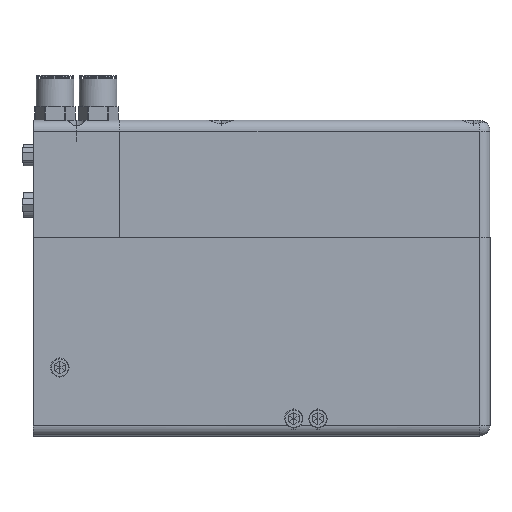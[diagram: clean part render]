
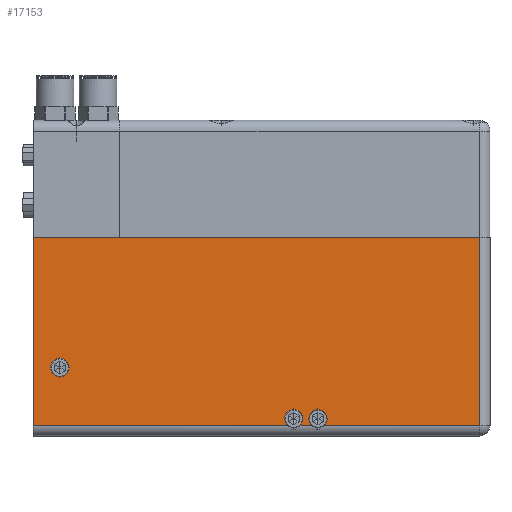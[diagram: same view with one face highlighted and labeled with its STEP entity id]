
A CAD part, front view. The second image highlights one B-rep face of the part: STEP entity #17153.
In plain terms, the highlighted planar face has unit normal (0, -1, 0).
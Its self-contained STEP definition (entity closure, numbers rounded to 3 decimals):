
#306 = VERTEX_POINT ( 'NONE', #9751 ) ;
#371 = DIRECTION ( 'NONE',  ( 1., 0., 0. ) ) ;
#883 = EDGE_CURVE ( 'NONE', #11184, #32107, #26664, .T. ) ;
#998 = DIRECTION ( 'NONE',  ( 0., 0., -1. ) ) ;
#1239 = DIRECTION ( 'NONE',  ( 0., -1., 0. ) ) ;
#1583 = CARTESIAN_POINT ( 'NONE',  ( -75., -62.5, 22.1 ) ) ;
#2248 = ORIENTED_EDGE ( 'NONE', *, *, #29703, .F. ) ;
#2438 = EDGE_CURVE ( 'NONE', #25790, #25115, #30981, .T. ) ;
#3405 = DIRECTION ( 'NONE',  ( 0., -1., 0. ) ) ;
#3560 = EDGE_CURVE ( 'NONE', #19298, #10819, #41843, .T. ) ;
#3608 = CARTESIAN_POINT ( 'NONE',  ( 12., -62.5, 9.9 ) ) ;
#4102 = DIRECTION ( 'NONE',  ( 0., -1., 0. ) ) ;
#4410 = AXIS2_PLACEMENT_3D ( 'NONE', #25182, #4102, #28717 ) ;
#4807 = ORIENTED_EDGE ( 'NONE', *, *, #23503, .F. ) ;
#4879 = CARTESIAN_POINT ( 'NONE',  ( -85., -62.5, 4. ) ) ;
#5239 = VERTEX_POINT ( 'NONE', #14388 ) ;
#6144 = FACE_OUTER_BOUND ( 'NONE', #39788, .T. ) ;
#6154 = CARTESIAN_POINT ( 'NONE',  ( -75., -62.5, 25.5 ) ) ;
#6185 = AXIS2_PLACEMENT_3D ( 'NONE', #22282, #1239, #25829 ) ;
#7161 = LINE ( 'NONE', #32648, #43401 ) ;
#8109 = CARTESIAN_POINT ( 'NONE',  ( -85., -62.5, 50. ) ) ;
#9643 = DIRECTION ( 'NONE',  ( 0., 0., -1. ) ) ;
#9726 = ORIENTED_EDGE ( 'NONE', *, *, #26870, .T. ) ;
#9751 = CARTESIAN_POINT ( 'NONE',  ( 18.696, -62.5, 4. ) ) ;
#10266 = DIRECTION ( 'NONE',  ( 1., 0., 0. ) ) ;
#10819 = VERTEX_POINT ( 'NONE', #22223 ) ;
#11184 = VERTEX_POINT ( 'NONE', #17248 ) ;
#11223 = VECTOR ( 'NONE', #19851, 1000. ) ;
#11275 = EDGE_CURVE ( 'NONE', #19298, #11184, #39754, .T. ) ;
#11368 = DIRECTION ( 'NONE',  ( 1., 0., 0. ) ) ;
#11448 = ORIENTED_EDGE ( 'NONE', *, *, #29341, .F. ) ;
#11542 = ORIENTED_EDGE ( 'NONE', *, *, #33639, .F. ) ;
#12785 = VECTOR ( 'NONE', #11368, 1000. ) ;
#13616 = CIRCLE ( 'NONE', #4410, 3.4 ) ;
#14348 = CARTESIAN_POINT ( 'NONE',  ( -85., -62.5, 4. ) ) ;
#14388 = CARTESIAN_POINT ( 'NONE',  ( -75., -62.5, 28.9 ) ) ;
#14840 = EDGE_LOOP ( 'NONE', ( #11448, #2248 ) ) ;
#14940 = CARTESIAN_POINT ( 'NONE',  ( -85., -62.5, 4. ) ) ;
#15205 = PLANE ( 'NONE',  #28666 ) ;
#15790 = LINE ( 'NONE', #4879, #42702 ) ;
#15875 = CARTESIAN_POINT ( 'NONE',  ( 9.696, -62.5, 4. ) ) ;
#17046 = ORIENTED_EDGE ( 'NONE', *, *, #3560, .F. ) ;
#17149 = AXIS2_PLACEMENT_3D ( 'NONE', #43353, #39892, #37882 ) ;
#17153 = ADVANCED_FACE ( 'NONE', ( #24837, #6144 ), #15205, .F. ) ;
#17248 = CARTESIAN_POINT ( 'NONE',  ( 81., -62.5, 4. ) ) ;
#18702 = DIRECTION ( 'NONE',  ( 0., 1., 0. ) ) ;
#18835 = VECTOR ( 'NONE', #371, 1000. ) ;
#19298 = VERTEX_POINT ( 'NONE', #29161 ) ;
#19851 = DIRECTION ( 'NONE',  ( 0., 0., 1. ) ) ;
#20035 = EDGE_CURVE ( 'NONE', #25790, #306, #15790, .T. ) ;
#20614 = CARTESIAN_POINT ( 'NONE',  ( 81., -62.5, 74. ) ) ;
#20897 = AXIS2_PLACEMENT_3D ( 'NONE', #24491, #3405, #27989 ) ;
#21014 = LINE ( 'NONE', #14940, #12785 ) ;
#22223 = CARTESIAN_POINT ( 'NONE',  ( 21., -62.5, 9.9 ) ) ;
#22282 = CARTESIAN_POINT ( 'NONE',  ( 12., -62.5, 6.5 ) ) ;
#23503 = EDGE_CURVE ( 'NONE', #39837, #32107, #28321, .T. ) ;
#23932 = AXIS2_PLACEMENT_3D ( 'NONE', #6154, #30710, #9643 ) ;
#24491 = CARTESIAN_POINT ( 'NONE',  ( -75., -62.5, 25.5 ) ) ;
#24837 = FACE_BOUND ( 'NONE', #14840, .T. ) ;
#25103 = CARTESIAN_POINT ( 'NONE',  ( 81., -62.5, 50. ) ) ;
#25115 = VERTEX_POINT ( 'NONE', #3608 ) ;
#25182 = CARTESIAN_POINT ( 'NONE',  ( 21., -62.5, 6.5 ) ) ;
#25790 = VERTEX_POINT ( 'NONE', #28775 ) ;
#25829 = DIRECTION ( 'NONE',  ( 0., 0., -1. ) ) ;
#26664 = LINE ( 'NONE', #25103, #11223 ) ;
#26870 = EDGE_CURVE ( 'NONE', #39837, #41356, #7161, .T. ) ;
#27989 = DIRECTION ( 'NONE',  ( 0., 0., -1. ) ) ;
#28321 = LINE ( 'NONE', #34876, #29411 ) ;
#28666 = AXIS2_PLACEMENT_3D ( 'NONE', #8109, #18702, #43280 ) ;
#28717 = DIRECTION ( 'NONE',  ( 0., 0., -1. ) ) ;
#28775 = CARTESIAN_POINT ( 'NONE',  ( 14.304, -62.5, 4. ) ) ;
#29112 = VERTEX_POINT ( 'NONE', #1583 ) ;
#29161 = CARTESIAN_POINT ( 'NONE',  ( 23.304, -62.5, 4. ) ) ;
#29341 = EDGE_CURVE ( 'NONE', #29112, #5239, #44324, .T. ) ;
#29411 = VECTOR ( 'NONE', #10266, 1000. ) ;
#29703 = EDGE_CURVE ( 'NONE', #5239, #29112, #38272, .T. ) ;
#30196 = CARTESIAN_POINT ( 'NONE',  ( 12., -62.5, 6.5 ) ) ;
#30710 = DIRECTION ( 'NONE',  ( 0., -1., 0. ) ) ;
#30981 = CIRCLE ( 'NONE', #35664, 3.4 ) ;
#32107 = VERTEX_POINT ( 'NONE', #20614 ) ;
#32357 = EDGE_CURVE ( 'NONE', #41356, #44167, #21014, .T. ) ;
#32648 = CARTESIAN_POINT ( 'NONE',  ( -85., -62.5, 50. ) ) ;
#33115 = DIRECTION ( 'NONE',  ( 0., -1., 0. ) ) ;
#33204 = ORIENTED_EDGE ( 'NONE', *, *, #34130, .F. ) ;
#33639 = EDGE_CURVE ( 'NONE', #25115, #44167, #39457, .T. ) ;
#34130 = EDGE_CURVE ( 'NONE', #10819, #306, #13616, .T. ) ;
#34876 = CARTESIAN_POINT ( 'NONE',  ( -85., -62.5, 74. ) ) ;
#35664 = AXIS2_PLACEMENT_3D ( 'NONE', #30196, #33115, #39257 ) ;
#35737 = ORIENTED_EDGE ( 'NONE', *, *, #883, .T. ) ;
#36384 = CARTESIAN_POINT ( 'NONE',  ( -85., -62.5, 74. ) ) ;
#37882 = DIRECTION ( 'NONE',  ( 0., 0., -1. ) ) ;
#38272 = CIRCLE ( 'NONE', #23932, 3.4 ) ;
#39257 = DIRECTION ( 'NONE',  ( 0., 0., -1. ) ) ;
#39457 = CIRCLE ( 'NONE', #6185, 3.4 ) ;
#39754 = LINE ( 'NONE', #14348, #18835 ) ;
#39788 = EDGE_LOOP ( 'NONE', ( #43893, #33204, #17046, #44911, #35737, #4807, #9726, #41191, #11542, #40247 ) ) ;
#39837 = VERTEX_POINT ( 'NONE', #36384 ) ;
#39875 = DIRECTION ( 'NONE',  ( 1., 0., 0. ) ) ;
#39892 = DIRECTION ( 'NONE',  ( 0., -1., 0. ) ) ;
#40247 = ORIENTED_EDGE ( 'NONE', *, *, #2438, .F. ) ;
#41191 = ORIENTED_EDGE ( 'NONE', *, *, #32357, .T. ) ;
#41356 = VERTEX_POINT ( 'NONE', #42913 ) ;
#41843 = CIRCLE ( 'NONE', #17149, 3.4 ) ;
#42702 = VECTOR ( 'NONE', #39875, 1000. ) ;
#42913 = CARTESIAN_POINT ( 'NONE',  ( -85., -62.5, 4. ) ) ;
#43280 = DIRECTION ( 'NONE',  ( 0., 0., 1. ) ) ;
#43353 = CARTESIAN_POINT ( 'NONE',  ( 21., -62.5, 6.5 ) ) ;
#43401 = VECTOR ( 'NONE', #998, 1000. ) ;
#43893 = ORIENTED_EDGE ( 'NONE', *, *, #20035, .T. ) ;
#44167 = VERTEX_POINT ( 'NONE', #15875 ) ;
#44324 = CIRCLE ( 'NONE', #20897, 3.4 ) ;
#44911 = ORIENTED_EDGE ( 'NONE', *, *, #11275, .T. ) ;
